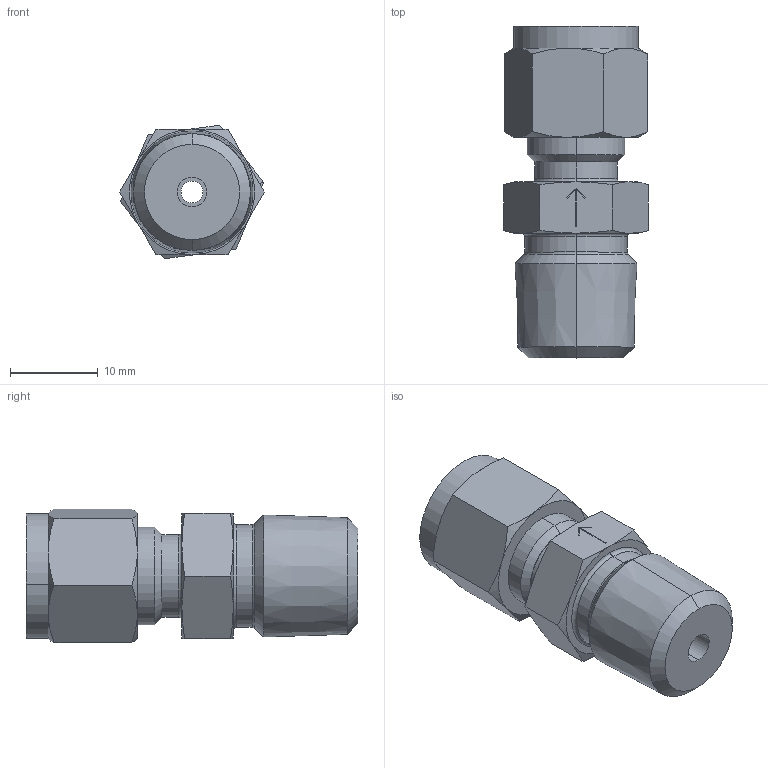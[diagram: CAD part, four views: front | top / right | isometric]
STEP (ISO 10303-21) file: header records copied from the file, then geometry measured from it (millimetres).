
FILE_DESCRIPTION (( 'STEP AP214' ), '1' );
FILE_NAME ('14010 1-4 to 1-4 Male Connector Check Valve with Nut.STEP', '2017-06-27T08:40:52', ( '' ), ( '' ), 'SwSTEP 2.0', 'SolidWorks 2016', '' );
FILE_SCHEMA (( 'AUTOMOTIVE_DESIGN' ));
Length unit declared in the file: millimetre
Products named in the file (6): 14010 1-4 to 1-4 Male Connector Check Valve with Nut; 42630 ss-402-1 1-4 Nut; 43290  1-4 Nut and hc Ferrules; 11550 1-4 to 1-4 Male Connector CV Body v7; 42590 hc-403-1 Front Ferrule; 42610 hc-404-1 1-4 Back Ferrule
Assembly tree (5 placements, depth 3):
  14010 1-4 to 1-4 Male Connector Check Valve with Nut
    11550 1-4 to 1-4 Male Connector CV Body v7
    43290  1-4 Nut and hc Ferrules
      42630 ss-402-1 1-4 Nut
      42590 hc-403-1 Front Ferrule
      42610 hc-404-1 1-4 Back Ferrule
Bounding box: 16.5 x 37.88 x 15.23 mm (x, y, z)
Volume: 4966.4 mm3; surface area: 3690.9 mm2
Topology: 4 solids, 4 shells, 132 faces, 292 edges, 177 vertices
Faces by surface type: cone 52, plane 38, cylinder 32, torus 10
Entity records: 4007 total; most frequent: CARTESIAN_POINT 826, DIRECTION 659, ORIENTED_EDGE 584, EDGE_CURVE 292, AXIS2_PLACEMENT_3D 274, VERTEX_POINT 177, EDGE_LOOP 149, CIRCLE 133
